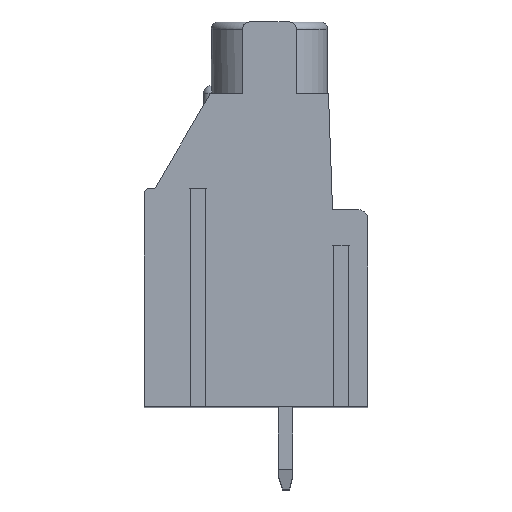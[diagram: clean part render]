
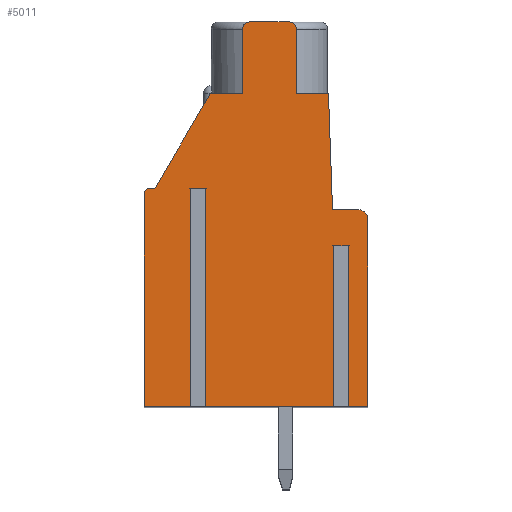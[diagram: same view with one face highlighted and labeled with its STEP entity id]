
A CAD part, top view. The second image highlights one B-rep face of the part: STEP entity #5011.
In plain terms, the highlighted planar face has unit normal (0, 0, 1).
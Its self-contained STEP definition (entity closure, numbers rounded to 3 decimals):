
#27=DIRECTION('',(-1.,0.,0.));
#28=VECTOR('',#27,0.82);
#29=CARTESIAN_POINT('',(-2.09,1.2,34.29));
#30=LINE('',#29,#28);
#31=DIRECTION('',(0.,1.,0.));
#32=VECTOR('',#31,12.2);
#33=CARTESIAN_POINT('',(-2.91,-11.,34.29));
#34=LINE('',#33,#32);
#35=DIRECTION('',(1.,0.,0.));
#36=VECTOR('',#35,2.59);
#37=CARTESIAN_POINT('',(-5.5,-11.,34.29));
#38=LINE('',#37,#36);
#39=DIRECTION('',(0.,-1.,0.));
#40=VECTOR('',#39,11.9);
#41=CARTESIAN_POINT('',(-5.5,0.9,34.29));
#42=LINE('',#41,#40);
#43=CARTESIAN_POINT('',(-5.2,0.9,34.29));
#44=DIRECTION('',(0.,0.,1.));
#45=DIRECTION('',(0.,1.,0.));
#46=AXIS2_PLACEMENT_3D('',#43,#44,#45);
#48=DIRECTION('',(-1.,0.,0.));
#49=VECTOR('',#48,0.3);
#50=CARTESIAN_POINT('',(-4.9,1.2,34.29));
#51=LINE('',#50,#49);
#52=DIRECTION('',(-0.505,-0.863,0.));
#53=VECTOR('',#52,6.14);
#54=CARTESIAN_POINT('',(-1.8,6.5,34.29));
#55=LINE('',#54,#53);
#56=DIRECTION('',(-1.,0.,0.));
#57=VECTOR('',#56,1.8);
#58=CARTESIAN_POINT('',(0.,6.5,34.29));
#59=LINE('',#58,#57);
#60=DIRECTION('',(0.,-1.,0.));
#61=VECTOR('',#60,3.6);
#62=CARTESIAN_POINT('',(0.,10.1,34.29));
#63=LINE('',#62,#61);
#64=CARTESIAN_POINT('',(0.4,10.1,34.29));
#65=DIRECTION('',(0.,0.,1.));
#66=DIRECTION('',(0.,1.,0.));
#67=AXIS2_PLACEMENT_3D('',#64,#65,#66);
#69=DIRECTION('',(-1.,0.,0.));
#70=VECTOR('',#69,2.2);
#71=CARTESIAN_POINT('',(2.6,10.5,34.29));
#72=LINE('',#71,#70);
#73=CARTESIAN_POINT('',(2.6,10.1,34.29));
#74=DIRECTION('',(0.,0.,1.));
#75=DIRECTION('',(1.,0.,0.));
#76=AXIS2_PLACEMENT_3D('',#73,#74,#75);
#78=DIRECTION('',(0.,1.,0.));
#79=VECTOR('',#78,3.6);
#80=CARTESIAN_POINT('',(3.,6.5,34.29));
#81=LINE('',#80,#79);
#82=DIRECTION('',(-1.,0.,0.));
#83=VECTOR('',#82,1.8);
#84=CARTESIAN_POINT('',(4.8,6.5,34.29));
#85=LINE('',#84,#83);
#86=DIRECTION('',(-0.035,0.999,0.));
#87=VECTOR('',#86,6.504);
#88=CARTESIAN_POINT('',(5.027,0.,34.29));
#89=LINE('',#88,#87);
#90=DIRECTION('',(-1.,0.,0.));
#91=VECTOR('',#90,1.473);
#92=CARTESIAN_POINT('',(6.5,0.,34.29));
#93=LINE('',#92,#91);
#94=CARTESIAN_POINT('',(6.5,-0.5,34.29));
#95=DIRECTION('',(0.,0.,1.));
#96=DIRECTION('',(1.,0.,0.));
#97=AXIS2_PLACEMENT_3D('',#94,#95,#96);
#99=DIRECTION('',(0.,1.,0.));
#100=VECTOR('',#99,10.5);
#101=CARTESIAN_POINT('',(7.,-11.,34.29));
#102=LINE('',#101,#100);
#103=DIRECTION('',(1.,0.,0.));
#104=VECTOR('',#103,1.09);
#105=CARTESIAN_POINT('',(5.91,-11.,34.29));
#106=LINE('',#105,#104);
#107=DIRECTION('',(0.,1.,0.));
#108=VECTOR('',#107,9.);
#109=CARTESIAN_POINT('',(5.91,-11.,34.29));
#110=LINE('',#109,#108);
#111=DIRECTION('',(-1.,0.,0.));
#112=VECTOR('',#111,0.82);
#113=CARTESIAN_POINT('',(5.91,-2.,34.29));
#114=LINE('',#113,#112);
#115=DIRECTION('',(0.,1.,0.));
#116=VECTOR('',#115,9.);
#117=CARTESIAN_POINT('',(5.09,-11.,34.29));
#118=LINE('',#117,#116);
#119=DIRECTION('',(1.,0.,0.));
#120=VECTOR('',#119,7.18);
#121=CARTESIAN_POINT('',(-2.09,-11.,34.29));
#122=LINE('',#121,#120);
#123=DIRECTION('',(0.,1.,0.));
#124=VECTOR('',#123,12.2);
#125=CARTESIAN_POINT('',(-2.09,-11.,34.29));
#126=LINE('',#125,#124);
#3937=CARTESIAN_POINT('',(7.,-11.,34.29));
#3938=CARTESIAN_POINT('',(7.,-0.5,34.29));
#3939=VERTEX_POINT('',#3937);
#3940=VERTEX_POINT('',#3938);
#3941=CARTESIAN_POINT('',(6.5,0.,34.29));
#3942=VERTEX_POINT('',#3941);
#3943=CARTESIAN_POINT('',(5.027,0.,34.29));
#3944=VERTEX_POINT('',#3943);
#3945=CARTESIAN_POINT('',(4.8,6.5,34.29));
#3946=VERTEX_POINT('',#3945);
#3947=CARTESIAN_POINT('',(3.,6.5,34.29));
#3948=VERTEX_POINT('',#3947);
#3949=CARTESIAN_POINT('',(3.,10.1,34.29));
#3950=VERTEX_POINT('',#3949);
#3951=CARTESIAN_POINT('',(2.6,10.5,34.29));
#3952=VERTEX_POINT('',#3951);
#3953=CARTESIAN_POINT('',(0.4,10.5,34.29));
#3954=VERTEX_POINT('',#3953);
#3955=CARTESIAN_POINT('',(0.,10.1,34.29));
#3956=VERTEX_POINT('',#3955);
#3957=CARTESIAN_POINT('',(0.,6.5,34.29));
#3958=VERTEX_POINT('',#3957);
#3959=CARTESIAN_POINT('',(-1.8,6.5,34.29));
#3960=VERTEX_POINT('',#3959);
#3961=CARTESIAN_POINT('',(-4.9,1.2,34.29));
#3962=VERTEX_POINT('',#3961);
#3963=CARTESIAN_POINT('',(-5.2,1.2,34.29));
#3964=VERTEX_POINT('',#3963);
#3965=CARTESIAN_POINT('',(-5.5,0.9,34.29));
#3966=VERTEX_POINT('',#3965);
#3967=CARTESIAN_POINT('',(-5.5,-11.,34.29));
#3968=VERTEX_POINT('',#3967);
#4089=CARTESIAN_POINT('',(5.91,-2.,34.29));
#4090=CARTESIAN_POINT('',(5.09,-2.,34.29));
#4091=VERTEX_POINT('',#4089);
#4092=VERTEX_POINT('',#4090);
#4093=CARTESIAN_POINT('',(5.09,-11.,34.29));
#4094=VERTEX_POINT('',#4093);
#4095=CARTESIAN_POINT('',(5.91,-11.,34.29));
#4096=VERTEX_POINT('',#4095);
#4113=CARTESIAN_POINT('',(-2.09,1.2,34.29));
#4114=CARTESIAN_POINT('',(-2.91,1.2,34.29));
#4115=VERTEX_POINT('',#4113);
#4116=VERTEX_POINT('',#4114);
#4117=CARTESIAN_POINT('',(-2.09,-11.,34.29));
#4118=VERTEX_POINT('',#4117);
#4119=CARTESIAN_POINT('',(-2.91,-11.,34.29));
#4120=VERTEX_POINT('',#4119);
#4956=CARTESIAN_POINT('',(0.,0.,34.29));
#4957=DIRECTION('',(0.,0.,1.));
#4958=DIRECTION('',(1.,0.,0.));
#4959=AXIS2_PLACEMENT_3D('',#4956,#4957,#4958);
#4960=PLANE('',#4959);
#4962=ORIENTED_EDGE('',*,*,#4961,.T.);
#4964=ORIENTED_EDGE('',*,*,#4963,.F.);
#4966=ORIENTED_EDGE('',*,*,#4965,.F.);
#4968=ORIENTED_EDGE('',*,*,#4967,.F.);
#4970=ORIENTED_EDGE('',*,*,#4969,.F.);
#4972=ORIENTED_EDGE('',*,*,#4971,.F.);
#4974=ORIENTED_EDGE('',*,*,#4973,.F.);
#4976=ORIENTED_EDGE('',*,*,#4975,.F.);
#4978=ORIENTED_EDGE('',*,*,#4977,.F.);
#4980=ORIENTED_EDGE('',*,*,#4979,.F.);
#4982=ORIENTED_EDGE('',*,*,#4981,.F.);
#4984=ORIENTED_EDGE('',*,*,#4983,.F.);
#4986=ORIENTED_EDGE('',*,*,#4985,.F.);
#4988=ORIENTED_EDGE('',*,*,#4987,.F.);
#4990=ORIENTED_EDGE('',*,*,#4989,.F.);
#4992=ORIENTED_EDGE('',*,*,#4991,.F.);
#4994=ORIENTED_EDGE('',*,*,#4993,.F.);
#4996=ORIENTED_EDGE('',*,*,#4995,.F.);
#4998=ORIENTED_EDGE('',*,*,#4997,.F.);
#5000=ORIENTED_EDGE('',*,*,#4999,.T.);
#5002=ORIENTED_EDGE('',*,*,#5001,.T.);
#5004=ORIENTED_EDGE('',*,*,#5003,.F.);
#5006=ORIENTED_EDGE('',*,*,#5005,.F.);
#5008=ORIENTED_EDGE('',*,*,#5007,.T.);
#5009=EDGE_LOOP('',(#4962,#4964,#4966,#4968,#4970,#4972,#4974,#4976,#4978,#4980,
#4982,#4984,#4986,#4988,#4990,#4992,#4994,#4996,#4998,#5000,#5002,#5004,#5006,
#5008));
#5010=FACE_OUTER_BOUND('',#5009,.F.);
#47=CIRCLE('',#46,0.3);
#68=CIRCLE('',#67,0.4);
#77=CIRCLE('',#76,0.4);
#98=CIRCLE('',#97,0.5);
#4961=EDGE_CURVE('',#4115,#4116,#30,.T.);
#4963=EDGE_CURVE('',#4120,#4116,#34,.T.);
#4965=EDGE_CURVE('',#3968,#4120,#38,.T.);
#4967=EDGE_CURVE('',#3966,#3968,#42,.T.);
#4969=EDGE_CURVE('',#3964,#3966,#47,.T.);
#4971=EDGE_CURVE('',#3962,#3964,#51,.T.);
#4973=EDGE_CURVE('',#3960,#3962,#55,.T.);
#4975=EDGE_CURVE('',#3958,#3960,#59,.T.);
#4977=EDGE_CURVE('',#3956,#3958,#63,.T.);
#4979=EDGE_CURVE('',#3954,#3956,#68,.T.);
#4981=EDGE_CURVE('',#3952,#3954,#72,.T.);
#4983=EDGE_CURVE('',#3950,#3952,#77,.T.);
#4985=EDGE_CURVE('',#3948,#3950,#81,.T.);
#4987=EDGE_CURVE('',#3946,#3948,#85,.T.);
#4989=EDGE_CURVE('',#3944,#3946,#89,.T.);
#4991=EDGE_CURVE('',#3942,#3944,#93,.T.);
#4993=EDGE_CURVE('',#3940,#3942,#98,.T.);
#4995=EDGE_CURVE('',#3939,#3940,#102,.T.);
#4997=EDGE_CURVE('',#4096,#3939,#106,.T.);
#4999=EDGE_CURVE('',#4096,#4091,#110,.T.);
#5001=EDGE_CURVE('',#4091,#4092,#114,.T.);
#5003=EDGE_CURVE('',#4094,#4092,#118,.T.);
#5005=EDGE_CURVE('',#4118,#4094,#122,.T.);
#5007=EDGE_CURVE('',#4118,#4115,#126,.T.);
#5011=ADVANCED_FACE('',(#5010),#4960,.T.);
